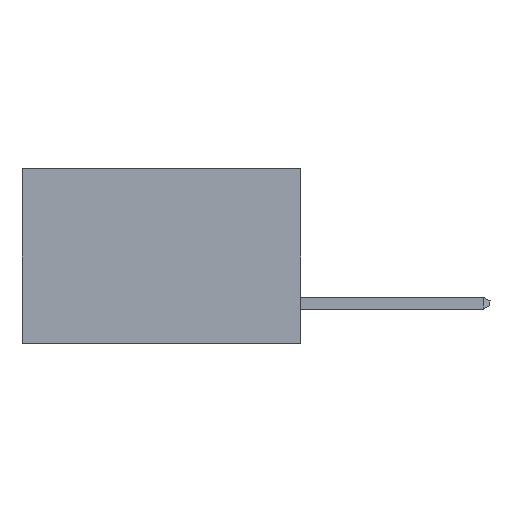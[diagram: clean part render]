
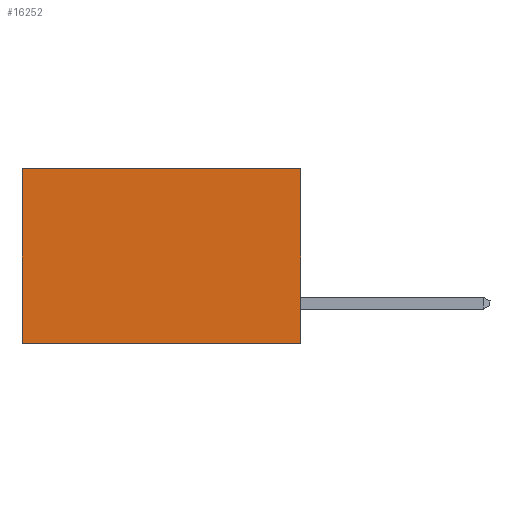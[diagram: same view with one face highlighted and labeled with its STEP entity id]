
A CAD part, left-side view. The second image highlights one B-rep face of the part: STEP entity #16252.
In plain terms, the highlighted planar face has unit normal (-1, 0, 0).
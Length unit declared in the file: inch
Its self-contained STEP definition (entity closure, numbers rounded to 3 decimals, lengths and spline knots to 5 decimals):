
#1052 = VECTOR ( 'NONE', #20381, 39.37008 ) ;
#2052 = DIRECTION ( 'NONE',  ( 0., 1., 0. ) ) ;
#2280 = CARTESIAN_POINT ( 'NONE',  ( 0.277, 0., -0.37 ) ) ;
#3281 = VERTEX_POINT ( 'NONE', #23933 ) ;
#3748 = EDGE_CURVE ( 'NONE', #17923, #5107, #10767, .T. ) ;
#3777 = DIRECTION ( 'NONE',  ( 0., 0., -1. ) ) ;
#4022 = CARTESIAN_POINT ( 'NONE',  ( 0.277, 0., -0.37 ) ) ;
#4255 = DIRECTION ( 'NONE',  ( 0., 0., -1. ) ) ;
#4730 = EDGE_CURVE ( 'NONE', #3281, #17923, #8270, .T. ) ;
#5018 = VECTOR ( 'NONE', #3777, 39.37008 ) ;
#5107 = VERTEX_POINT ( 'NONE', #14603 ) ;
#6152 = AXIS2_PLACEMENT_3D ( 'NONE', #2280, #15899, #4255 ) ;
#6329 = ORIENTED_EDGE ( 'NONE', *, *, #4730, .T. ) ;
#7674 = ORIENTED_EDGE ( 'NONE', *, *, #20285, .F. ) ;
#8270 = LINE ( 'NONE', #21512, #19181 ) ;
#8860 = CARTESIAN_POINT ( 'NONE',  ( 0.277, 0., -0.37 ) ) ;
#9467 = EDGE_LOOP ( 'NONE', ( #14712, #9653, #7674, #6329 ) ) ;
#9653 = ORIENTED_EDGE ( 'NONE', *, *, #19440, .F. ) ;
#10767 = LINE ( 'NONE', #18343, #5018 ) ;
#10834 = LINE ( 'NONE', #4022, #21035 ) ;
#14603 = CARTESIAN_POINT ( 'NONE',  ( 0.277, 0.59, -0.37 ) ) ;
#14712 = ORIENTED_EDGE ( 'NONE', *, *, #3748, .T. ) ;
#15899 = DIRECTION ( 'NONE',  ( 1., 0., 0. ) ) ;
#16252 = ADVANCED_FACE ( 'NONE', ( #22544 ), #23311, .F. ) ;
#16621 = LINE ( 'NONE', #8860, #1052 ) ;
#17061 = CARTESIAN_POINT ( 'NONE',  ( 0.277, 0., -0.37 ) ) ;
#17923 = VERTEX_POINT ( 'NONE', #20665 ) ;
#18343 = CARTESIAN_POINT ( 'NONE',  ( 0.277, 0.59, -0.37 ) ) ;
#19181 = VECTOR ( 'NONE', #21378, 39.37008 ) ;
#19440 = EDGE_CURVE ( 'NONE', #22368, #5107, #10834, .T. ) ;
#20285 = EDGE_CURVE ( 'NONE', #3281, #22368, #16621, .T. ) ;
#20381 = DIRECTION ( 'NONE',  ( 0., 0., -1. ) ) ;
#20665 = CARTESIAN_POINT ( 'NONE',  ( 0.277, 0.59, 0. ) ) ;
#21035 = VECTOR ( 'NONE', #2052, 39.37008 ) ;
#21378 = DIRECTION ( 'NONE',  ( 0., 1., 0. ) ) ;
#21512 = CARTESIAN_POINT ( 'NONE',  ( 0.277, 0., 0. ) ) ;
#22368 = VERTEX_POINT ( 'NONE', #17061 ) ;
#22544 = FACE_OUTER_BOUND ( 'NONE', #9467, .T. ) ;
#23311 = PLANE ( 'NONE',  #6152 ) ;
#23933 = CARTESIAN_POINT ( 'NONE',  ( 0.277, 0., 0. ) ) ;
